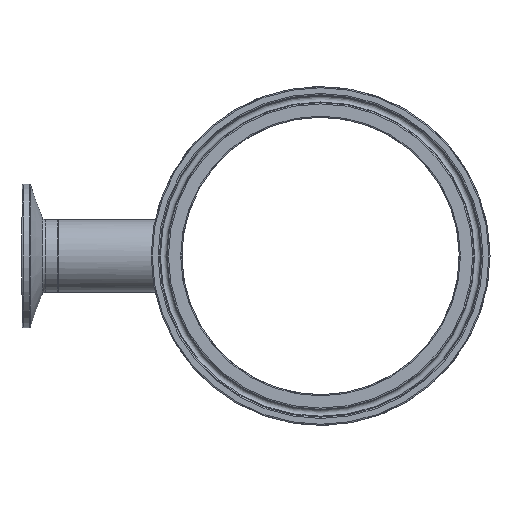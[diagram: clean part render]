
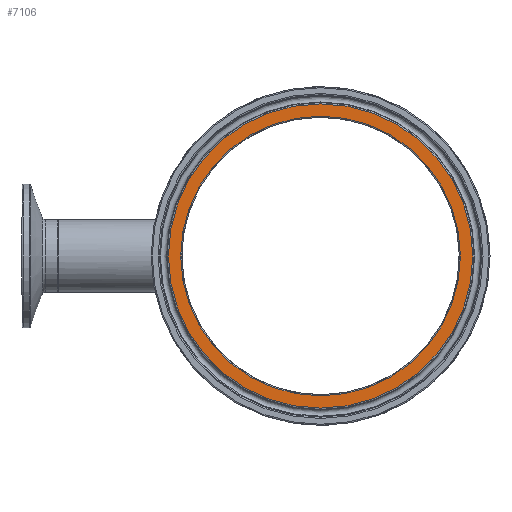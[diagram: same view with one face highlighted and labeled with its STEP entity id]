
A CAD part, left-side view. The second image highlights one B-rep face of the part: STEP entity #7106.
In plain terms, the highlighted planar face has unit normal (-1, 0, 0).
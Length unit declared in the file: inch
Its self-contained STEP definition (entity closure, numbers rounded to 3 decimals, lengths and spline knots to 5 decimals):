
#182=FACE_BOUND('',#1398,.T.);
#526=PLANE('',#7586);
#913=FACE_OUTER_BOUND('',#1397,.T.);
#1397=EDGE_LOOP('',(#6525));
#1398=EDGE_LOOP('',(#6526));
#2848=CIRCLE('',#7585,1.932);
#2849=CIRCLE('',#7587,2.10216);
#3538=VERTEX_POINT('',#14985);
#3539=VERTEX_POINT('',#14988);
#4543=EDGE_CURVE('',#3538,#3538,#2848,.T.);
#4544=EDGE_CURVE('',#3539,#3539,#2849,.T.);
#6525=ORIENTED_EDGE('',*,*,#4544,.F.);
#6526=ORIENTED_EDGE('',*,*,#4543,.F.);
#7106=ADVANCED_FACE('',(#913,#182),#526,.T.);
#7585=AXIS2_PLACEMENT_3D('',#14986,#9001,#9002);
#7586=AXIS2_PLACEMENT_3D('',#14987,#9003,#9004);
#7587=AXIS2_PLACEMENT_3D('',#14989,#9005,#9006);
#9001=DIRECTION('center_axis',(-1.,0.,0.));
#9002=DIRECTION('ref_axis',(0.,-1.,0.));
#9003=DIRECTION('center_axis',(-1.,0.,0.));
#9004=DIRECTION('ref_axis',(0.,0.,1.));
#9005=DIRECTION('center_axis',(1.,0.,0.));
#9006=DIRECTION('ref_axis',(0.,-1.,0.));
#14985=CARTESIAN_POINT('',(-4.75,1.932,0.));
#14986=CARTESIAN_POINT('Origin',(-4.75,0.,0.));
#14987=CARTESIAN_POINT('Origin',(-4.75,2.11616,0.));
#14988=CARTESIAN_POINT('',(-4.75,2.10216,0.));
#14989=CARTESIAN_POINT('Origin',(-4.75,0.,0.));
